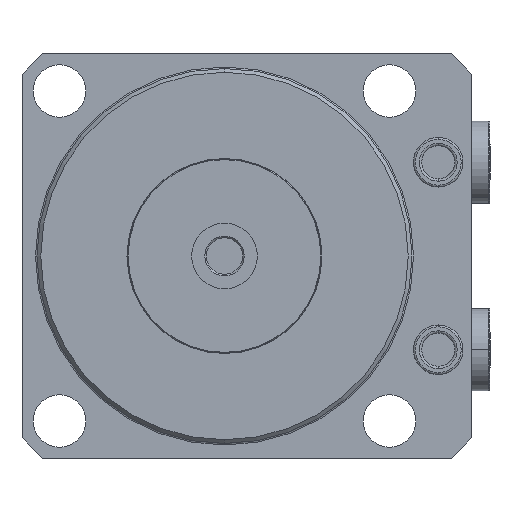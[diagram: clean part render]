
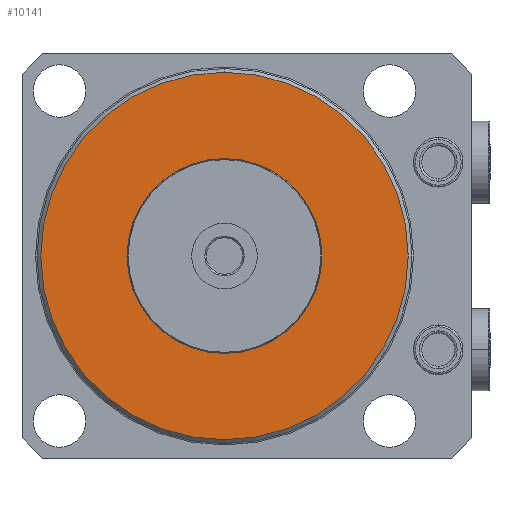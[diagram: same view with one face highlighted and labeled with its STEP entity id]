
A CAD part, front view. The second image highlights one B-rep face of the part: STEP entity #10141.
In plain terms, the highlighted planar face has unit normal (0, -1, 0).
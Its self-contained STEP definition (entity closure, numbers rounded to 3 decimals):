
#170 = ORIENTED_EDGE ( 'NONE', *, *, #1997, .T. ) ;
#171 = ORIENTED_EDGE ( 'NONE', *, *, #1358, .T. ) ;
#176 = ORIENTED_EDGE ( 'NONE', *, *, #1998, .T. ) ;
#177 = ORIENTED_EDGE ( 'NONE', *, *, #1176, .T. ) ;
#835 = VERTEX_POINT ( 'NONE', #5610 ) ;
#1176 = EDGE_CURVE ( 'NONE', #835, #10592, #5349, .T. ) ;
#1241 = AXIS2_PLACEMENT_3D ( 'NONE', #2624, #2623, #2622 ) ;
#1242 = AXIS2_PLACEMENT_3D ( 'NONE', #2627, #2626, #2625 ) ;
#1358 = EDGE_CURVE ( 'NONE', #5238, #5183, #5273, .T. ) ;
#1740 = AXIS2_PLACEMENT_3D ( 'NONE', #2519, #2346, #2247 ) ;
#1794 = AXIS2_PLACEMENT_3D ( 'NONE', #5895, #5894, #5893 ) ;
#1997 = EDGE_CURVE ( 'NONE', #5183, #5238, #4527, .T. ) ;
#1998 = EDGE_CURVE ( 'NONE', #10592, #835, #4524, .T. ) ;
#2247 = DIRECTION ( 'NONE',  ( 0., 0., 1. ) ) ;
#2346 = DIRECTION ( 'NONE',  ( 0., -1., 0. ) ) ;
#2519 = CARTESIAN_POINT ( 'NONE',  ( 0., -65., 0. ) ) ;
#2622 = DIRECTION ( 'NONE',  ( 0., 0., 1. ) ) ;
#2623 = DIRECTION ( 'NONE',  ( 0., 1., 0. ) ) ;
#2624 = CARTESIAN_POINT ( 'NONE',  ( 0., -65., 0. ) ) ;
#2625 = DIRECTION ( 'NONE',  ( 0., 0., 1. ) ) ;
#2626 = DIRECTION ( 'NONE',  ( 0., -1., 0. ) ) ;
#2627 = CARTESIAN_POINT ( 'NONE',  ( 0., -65., 0. ) ) ;
#2813 = FACE_OUTER_BOUND ( 'NONE', #3492, .T. ) ;
#2824 = FACE_BOUND ( 'NONE', #3750, .T. ) ;
#3492 = EDGE_LOOP ( 'NONE', ( #170, #171 ) ) ;
#3750 = EDGE_LOOP ( 'NONE', ( #176, #177 ) ) ;
#4524 = CIRCLE ( 'NONE', #1241, 25. ) ;
#4527 = CIRCLE ( 'NONE', #1242, 49. ) ;
#5183 = VERTEX_POINT ( 'NONE', #7763 ) ;
#5238 = VERTEX_POINT ( 'NONE', #7694 ) ;
#5273 = CIRCLE ( 'NONE', #1740, 49. ) ;
#5349 = CIRCLE ( 'NONE', #1794, 25. ) ;
#5610 = CARTESIAN_POINT ( 'NONE',  ( 0., -65., 25. ) ) ;
#5685 = CARTESIAN_POINT ( 'NONE',  ( 0., -65., -25. ) ) ;
#5893 = DIRECTION ( 'NONE',  ( 0., 0., 1. ) ) ;
#5894 = DIRECTION ( 'NONE',  ( 0., 1., 0. ) ) ;
#5895 = CARTESIAN_POINT ( 'NONE',  ( 0., -65., 0. ) ) ;
#6968 = DIRECTION ( 'NONE',  ( 0., 0., 1. ) ) ;
#6969 = DIRECTION ( 'NONE',  ( 0., 1., 0. ) ) ;
#6972 = PLANE ( 'NONE',  #10436 ) ;
#6976 = CARTESIAN_POINT ( 'NONE',  ( 0., -65., 0. ) ) ;
#7694 = CARTESIAN_POINT ( 'NONE',  ( 0., -65., -49. ) ) ;
#7763 = CARTESIAN_POINT ( 'NONE',  ( 0., -65., 49. ) ) ;
#10141 = ADVANCED_FACE ( 'NONE', ( #2813, #2824 ), #6972, .F. ) ;
#10436 = AXIS2_PLACEMENT_3D ( 'NONE', #6976, #6969, #6968 ) ;
#10592 = VERTEX_POINT ( 'NONE', #5685 ) ;
